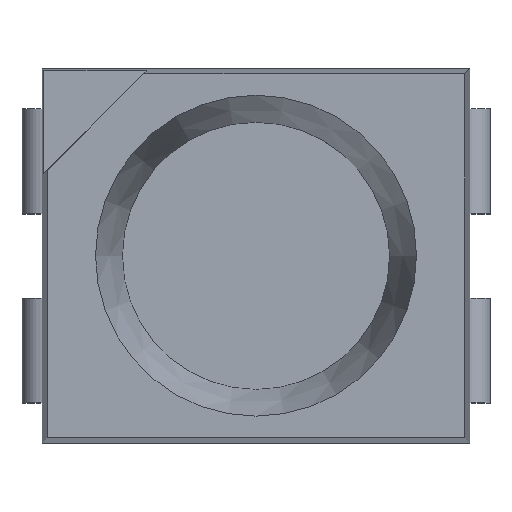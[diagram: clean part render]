
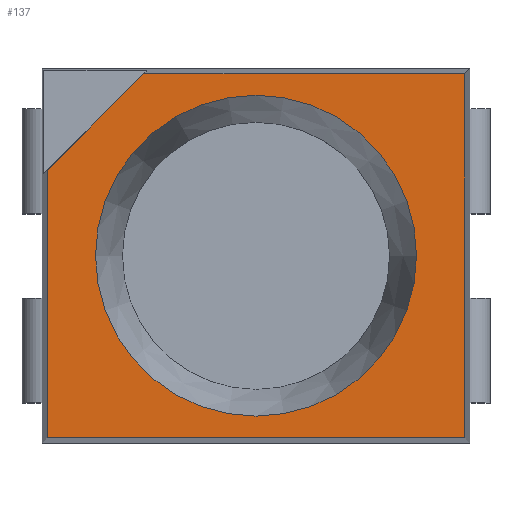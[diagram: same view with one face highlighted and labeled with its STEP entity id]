
A CAD part, top view. The second image highlights one B-rep face of the part: STEP entity #137.
In plain terms, the highlighted planar face has unit normal (0, 0, 1).
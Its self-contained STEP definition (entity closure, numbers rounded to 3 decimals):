
#137 = ADVANCED_FACE( '', ( #318, #319 ), #320, .T. );
#318 = FACE_BOUND( '', #550, .T. );
#319 = FACE_OUTER_BOUND( '', #551, .T. );
#320 = PLANE( '', #552 );
#550 = EDGE_LOOP( '', ( #864 ) );
#551 = EDGE_LOOP( '', ( #865, #866, #867, #868, #869 ) );
#552 = AXIS2_PLACEMENT_3D( '', #870, #871, #872 );
#864 = ORIENTED_EDGE( '', *, *, #1429, .T. );
#865 = ORIENTED_EDGE( '', *, *, #1430, .T. );
#866 = ORIENTED_EDGE( '', *, *, #1431, .T. );
#867 = ORIENTED_EDGE( '', *, *, #1432, .T. );
#868 = ORIENTED_EDGE( '', *, *, #1433, .T. );
#869 = ORIENTED_EDGE( '', *, *, #1434, .T. );
#870 = CARTESIAN_POINT( '', ( -1.6, -1.4, 1.9 ) );
#871 = DIRECTION( '', ( 0., 0., 1. ) );
#872 = DIRECTION( '', ( 1., 0., 0. ) );
#1429 = EDGE_CURVE( '', #1730, #1730, #1731, .T. );
#1430 = EDGE_CURVE( '', #1732, #1733, #1734, .F. );
#1431 = EDGE_CURVE( '', #1733, #1735, #1736, .T. );
#1432 = EDGE_CURVE( '', #1735, #1737, #1738, .F. );
#1433 = EDGE_CURVE( '', #1737, #1739, #1740, .F. );
#1434 = EDGE_CURVE( '', #1739, #1732, #1741, .F. );
#1730 = VERTEX_POINT( '', #2142 );
#1731 = CIRCLE( '', #2143, 1.2 );
#1732 = VERTEX_POINT( '', #2144 );
#1733 = VERTEX_POINT( '', #2145 );
#1734 = LINE( '', #2146, #2147 );
#1735 = VERTEX_POINT( '', #2148 );
#1736 = LINE( '', #2149, #2150 );
#1737 = VERTEX_POINT( '', #2151 );
#1738 = LINE( '', #2152, #2153 );
#1739 = VERTEX_POINT( '', #2154 );
#1740 = LINE( '', #2155, #2156 );
#1741 = LINE( '', #2157, #2158 );
#2142 = CARTESIAN_POINT( '', ( -1.2, 0., 1.9 ) );
#2143 = AXIS2_PLACEMENT_3D( '', #2526, #2527, #2528 );
#2144 = CARTESIAN_POINT( '', ( 1.561, 1.361, 1.9 ) );
#2145 = CARTESIAN_POINT( '', ( -0.839, 1.361, 1.9 ) );
#2146 = CARTESIAN_POINT( '', ( 0., 1.361, 1.9 ) );
#2147 = VECTOR( '', #2529, 1000. );
#2148 = CARTESIAN_POINT( '', ( -1.561, 0.639, 1.9 ) );
#2149 = CARTESIAN_POINT( '', ( -0.8, 1.4, 1.9 ) );
#2150 = VECTOR( '', #2530, 1000. );
#2151 = CARTESIAN_POINT( '', ( -1.561, -1.361, 1.9 ) );
#2152 = CARTESIAN_POINT( '', ( -1.561, 0., 1.9 ) );
#2153 = VECTOR( '', #2531, 1000. );
#2154 = CARTESIAN_POINT( '', ( 1.561, -1.361, 1.9 ) );
#2155 = CARTESIAN_POINT( '', ( 0., -1.361, 1.9 ) );
#2156 = VECTOR( '', #2532, 1000. );
#2157 = CARTESIAN_POINT( '', ( 1.561, 0., 1.9 ) );
#2158 = VECTOR( '', #2533, 1000. );
#2526 = CARTESIAN_POINT( '', ( 0., 0., 1.9 ) );
#2527 = DIRECTION( '', ( 0., 0., -1. ) );
#2528 = DIRECTION( '', ( -1., 0., 0. ) );
#2529 = DIRECTION( '', ( 1., 0., 0. ) );
#2530 = DIRECTION( '', ( -0.707, -0.707, 0. ) );
#2531 = DIRECTION( '', ( 0., 1., 0. ) );
#2532 = DIRECTION( '', ( -1., 0., 0. ) );
#2533 = DIRECTION( '', ( 0., -1., 0. ) );
